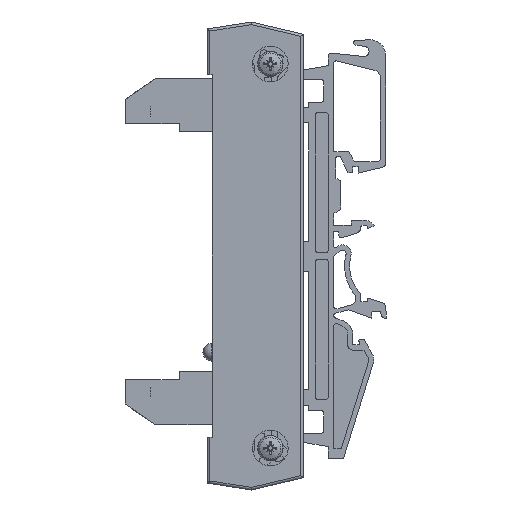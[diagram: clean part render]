
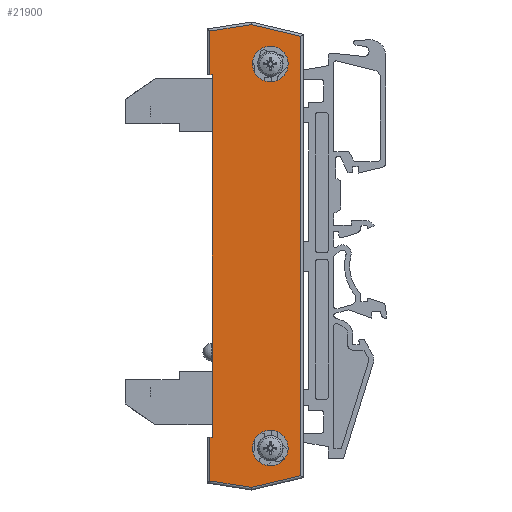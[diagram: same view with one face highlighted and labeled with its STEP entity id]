
A CAD part, left-side view. The second image highlights one B-rep face of the part: STEP entity #21900.
In plain terms, the highlighted face is planar.
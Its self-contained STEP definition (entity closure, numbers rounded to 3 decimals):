
#21439=CARTESIAN_POINT('',(-16.628,6.238,5.0));
#21440=VERTEX_POINT('',#21439);
#21447=CARTESIAN_POINT('',(54.672,6.238,5.0));
#21448=VERTEX_POINT('',#21447);
#21449=CARTESIAN_POINT('',(54.672,6.238,5.0));
#21450=DIRECTION('',(-1.0,0.0,0.0));
#21451=VECTOR('',#21450,71.3);
#21452=LINE('',#21449,#21451);
#21453=EDGE_CURVE('',#21448,#21440,#21452,.T.);
#21696=CARTESIAN_POINT('',(60.272,-5.162,5.0));
#21697=VERTEX_POINT('',#21696);
#21698=CARTESIAN_POINT('',(56.772,-5.162,5.0));
#21699=DIRECTION('',(0.0,0.0,-1.0));
#21700=DIRECTION('',(-1.0,0.0,0.0));
#21701=AXIS2_PLACEMENT_3D('',#21698,#21699,#21700);
#21702=CIRCLE('',#21701,3.5);
#21703=EDGE_CURVE('',#21697,#21697,#21702,.T.);
#21736=CARTESIAN_POINT('',(-15.228,-5.162,5.0));
#21737=VERTEX_POINT('',#21736);
#21738=CARTESIAN_POINT('',(-18.728,-5.162,5.0));
#21739=DIRECTION('',(0.0,0.0,-1.0));
#21740=DIRECTION('',(-1.0,0.0,0.0));
#21741=AXIS2_PLACEMENT_3D('',#21738,#21739,#21740);
#21742=CIRCLE('',#21741,3.5);
#21743=EDGE_CURVE('',#21737,#21737,#21742,.T.);
#21777=CARTESIAN_POINT('',(54.672,6.738,5.0));
#21778=VERTEX_POINT('',#21777);
#21779=CARTESIAN_POINT('',(54.672,6.738,5.0));
#21780=DIRECTION('',(0.0,-1.0,0.0));
#21781=VECTOR('',#21780,0.5);
#21782=LINE('',#21779,#21781);
#21783=EDGE_CURVE('',#21778,#21448,#21782,.T.);
#21808=CARTESIAN_POINT('',(-16.628,6.738,5.0));
#21809=VERTEX_POINT('',#21808);
#21817=CARTESIAN_POINT('',(-16.628,6.238,5.0));
#21818=DIRECTION('',(0.0,1.0,0.0));
#21819=VECTOR('',#21818,0.5);
#21820=LINE('',#21817,#21819);
#21821=EDGE_CURVE('',#21440,#21809,#21820,.T.);
#21830=CARTESIAN_POINT('',(19.022,-2.126,5.0));
#21831=DIRECTION('',(0.0,0.0,1.0));
#21832=DIRECTION('',(1.0,0.0,0.0));
#21833=AXIS2_PLACEMENT_3D('',#21830,#21831,#21832);
#21834=PLANE('',#21833);
#21835=ORIENTED_EDGE('',*,*,#21783,.T.);
#21836=ORIENTED_EDGE('',*,*,#21453,.T.);
#21837=ORIENTED_EDGE('',*,*,#21821,.T.);
#21838=CARTESIAN_POINT('',(-25.176,6.738,5.0));
#21839=VERTEX_POINT('',#21838);
#21840=CARTESIAN_POINT('',(-25.176,6.738,5.0));
#21841=DIRECTION('',(1.0,0.0,0.0));
#21842=VECTOR('',#21841,8.548);
#21843=LINE('',#21840,#21842);
#21844=EDGE_CURVE('',#21839,#21809,#21843,.T.);
#21845=ORIENTED_EDGE('',*,*,#21844,.F.);
#21846=CARTESIAN_POINT('',(-26.459,-1.405,5.0));
#21847=VERTEX_POINT('',#21846);
#21848=CARTESIAN_POINT('',(-26.459,-1.405,5.0));
#21849=DIRECTION('',(0.156,0.988,0.0));
#21850=VECTOR('',#21849,8.244);
#21851=LINE('',#21848,#21850);
#21852=EDGE_CURVE('',#21847,#21839,#21851,.T.);
#21853=ORIENTED_EDGE('',*,*,#21852,.F.);
#21854=CARTESIAN_POINT('',(-24.157,-11.162,5.0));
#21855=VERTEX_POINT('',#21854);
#21856=CARTESIAN_POINT('',(-24.157,-11.162,5.0));
#21857=DIRECTION('',(-0.23,0.973,0.0));
#21858=VECTOR('',#21857,10.024);
#21859=LINE('',#21856,#21858);
#21860=EDGE_CURVE('',#21855,#21847,#21859,.T.);
#21861=ORIENTED_EDGE('',*,*,#21860,.F.);
#21862=CARTESIAN_POINT('',(62.201,-11.162,5.0));
#21863=VERTEX_POINT('',#21862);
#21864=CARTESIAN_POINT('',(62.201,-11.162,5.0));
#21865=DIRECTION('',(-1.0,0.0,0.0));
#21866=VECTOR('',#21865,86.358);
#21867=LINE('',#21864,#21866);
#21868=EDGE_CURVE('',#21863,#21855,#21867,.T.);
#21869=ORIENTED_EDGE('',*,*,#21868,.F.);
#21870=CARTESIAN_POINT('',(64.503,-1.405,5.0));
#21871=VERTEX_POINT('',#21870);
#21872=CARTESIAN_POINT('',(64.503,-1.405,5.0));
#21873=DIRECTION('',(-0.23,-0.973,0.0));
#21874=VECTOR('',#21873,10.024);
#21875=LINE('',#21872,#21874);
#21876=EDGE_CURVE('',#21871,#21863,#21875,.T.);
#21877=ORIENTED_EDGE('',*,*,#21876,.F.);
#21878=CARTESIAN_POINT('',(63.22,6.738,5.0));
#21879=VERTEX_POINT('',#21878);
#21880=CARTESIAN_POINT('',(63.22,6.738,5.0));
#21881=DIRECTION('',(0.156,-0.988,0.0));
#21882=VECTOR('',#21881,8.244);
#21883=LINE('',#21880,#21882);
#21884=EDGE_CURVE('',#21879,#21871,#21883,.T.);
#21885=ORIENTED_EDGE('',*,*,#21884,.F.);
#21886=CARTESIAN_POINT('',(54.672,6.738,5.0));
#21887=DIRECTION('',(1.0,0.0,0.0));
#21888=VECTOR('',#21887,8.548);
#21889=LINE('',#21886,#21888);
#21890=EDGE_CURVE('',#21778,#21879,#21889,.T.);
#21891=ORIENTED_EDGE('',*,*,#21890,.F.);
#21892=EDGE_LOOP('',(#21835,#21836,#21837,#21845,#21853,#21861,#21869,#21877,#21885,#21891));
#21893=FACE_OUTER_BOUND('',#21892,.T.);
#21894=ORIENTED_EDGE('',*,*,#21703,.T.);
#21895=EDGE_LOOP('',(#21894));
#21896=FACE_BOUND('',#21895,.T.);
#21897=ORIENTED_EDGE('',*,*,#21743,.T.);
#21898=EDGE_LOOP('',(#21897));
#21899=FACE_BOUND('',#21898,.T.);
#21900=ADVANCED_FACE('',(#21893,#21896,#21899),#21834,.T.);
